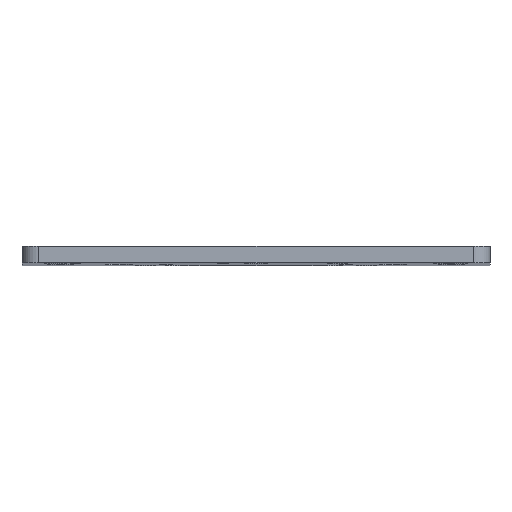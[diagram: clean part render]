
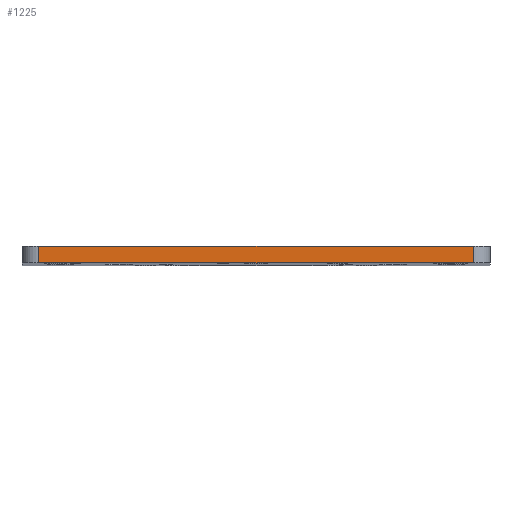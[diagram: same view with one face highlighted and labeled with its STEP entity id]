
A CAD part, top view. The second image highlights one B-rep face of the part: STEP entity #1225.
In plain terms, the highlighted planar face has unit normal (0, 0, 1).
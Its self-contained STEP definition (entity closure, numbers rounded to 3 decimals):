
#177 = ORIENTED_EDGE ( 'NONE', *, *, #3267, .T. ) ;
#255 = CARTESIAN_POINT ( 'NONE',  ( -41.275, 3.175, 152.4 ) ) ;
#367 = LINE ( 'NONE', #255, #2123 ) ;
#434 = DIRECTION ( 'NONE',  ( 0., -1., 0. ) ) ;
#498 = FACE_OUTER_BOUND ( 'NONE', #3049, .T. ) ;
#526 = LINE ( 'NONE', #2812, #1140 ) ;
#612 = VECTOR ( 'NONE', #1015, 1000. ) ;
#762 = ORIENTED_EDGE ( 'NONE', *, *, #2099, .F. ) ;
#815 = DIRECTION ( 'NONE',  ( -1., 0., 0. ) ) ;
#1015 = DIRECTION ( 'NONE',  ( 1., 0., 0. ) ) ;
#1060 = ORIENTED_EDGE ( 'NONE', *, *, #3146, .F. ) ;
#1140 = VECTOR ( 'NONE', #434, 1000. ) ;
#1175 = AXIS2_PLACEMENT_3D ( 'NONE', #1336, #2410, #815 ) ;
#1215 = VECTOR ( 'NONE', #3396, 1000. ) ;
#1225 = ADVANCED_FACE ( 'NONE', ( #498 ), #2153, .F. ) ;
#1319 = LINE ( 'NONE', #3185, #612 ) ;
#1336 = CARTESIAN_POINT ( 'NONE',  ( -41.275, 3.175, 152.4 ) ) ;
#1443 = CARTESIAN_POINT ( 'NONE',  ( -41.275, 0., 152.4 ) ) ;
#1470 = DIRECTION ( 'NONE',  ( 1., 0., 0. ) ) ;
#1497 = EDGE_CURVE ( 'NONE', #2059, #2731, #1319, .T. ) ;
#1559 = LINE ( 'NONE', #2580, #1215 ) ;
#1855 = VERTEX_POINT ( 'NONE', #2707 ) ;
#1906 = VERTEX_POINT ( 'NONE', #2042 ) ;
#2042 = CARTESIAN_POINT ( 'NONE',  ( -41.275, 3.175, 152.4 ) ) ;
#2059 = VERTEX_POINT ( 'NONE', #1443 ) ;
#2099 = EDGE_CURVE ( 'NONE', #1906, #1855, #367, .T. ) ;
#2123 = VECTOR ( 'NONE', #1470, 1000. ) ;
#2153 = PLANE ( 'NONE',  #1175 ) ;
#2410 = DIRECTION ( 'NONE',  ( 0., 0., -1. ) ) ;
#2456 = ORIENTED_EDGE ( 'NONE', *, *, #1497, .T. ) ;
#2580 = CARTESIAN_POINT ( 'NONE',  ( -41.275, 3.175, 152.4 ) ) ;
#2638 = CARTESIAN_POINT ( 'NONE',  ( 41.275, 0., 152.4 ) ) ;
#2707 = CARTESIAN_POINT ( 'NONE',  ( 41.275, 3.175, 152.4 ) ) ;
#2731 = VERTEX_POINT ( 'NONE', #2638 ) ;
#2812 = CARTESIAN_POINT ( 'NONE',  ( 41.275, 3.175, 152.4 ) ) ;
#3049 = EDGE_LOOP ( 'NONE', ( #2456, #1060, #762, #177 ) ) ;
#3146 = EDGE_CURVE ( 'NONE', #1855, #2731, #526, .T. ) ;
#3185 = CARTESIAN_POINT ( 'NONE',  ( -41.275, 0., 152.4 ) ) ;
#3267 = EDGE_CURVE ( 'NONE', #1906, #2059, #1559, .T. ) ;
#3396 = DIRECTION ( 'NONE',  ( 0., -1., 0. ) ) ;
